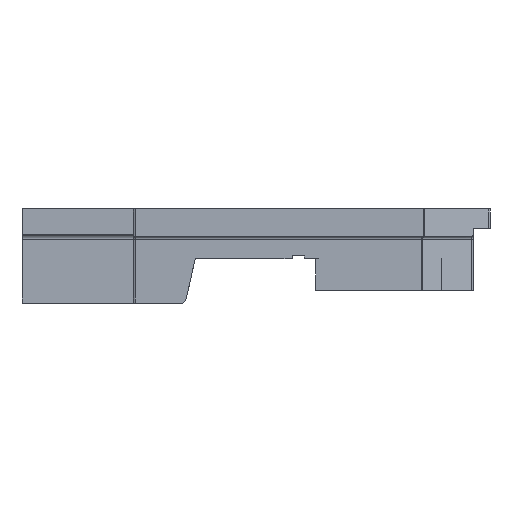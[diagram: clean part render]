
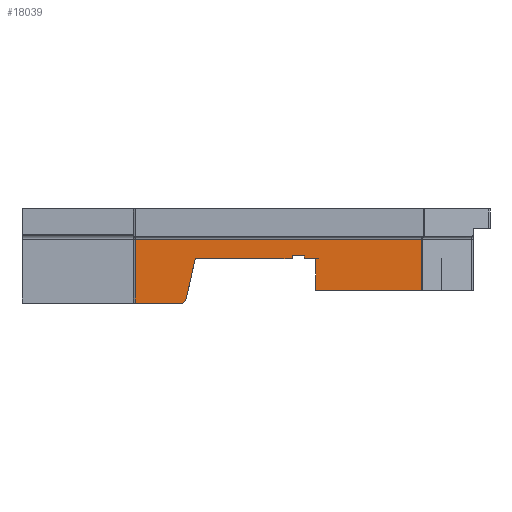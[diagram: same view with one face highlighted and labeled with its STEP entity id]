
A CAD part, left-side view. The second image highlights one B-rep face of the part: STEP entity #18039.
In plain terms, the highlighted planar face has unit normal (-1, 0, 0).
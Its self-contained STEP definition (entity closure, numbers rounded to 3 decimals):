
#1840=PLANE('',#18815);
#2770=FACE_OUTER_BOUND('',#3800,.T.);
#3800=EDGE_LOOP('',(#16961,#16962,#16963,#16964,#16965,#16966,#16967,#16968,
#16969,#16970,#16971,#16972,#16973,#16974));
#4125=LINE('',#24433,#5724);
#4243=LINE('',#24850,#5842);
#4285=LINE('',#24999,#5884);
#4287=LINE('',#25003,#5886);
#4291=LINE('',#25010,#5890);
#4292=LINE('',#25012,#5891);
#4305=LINE('',#25046,#5904);
#4314=LINE('',#25082,#5913);
#5363=LINE('',#36753,#6962);
#5387=LINE('',#36828,#6986);
#5397=LINE('',#36850,#6996);
#5399=LINE('',#36854,#6998);
#5400=LINE('',#36856,#6999);
#5401=LINE('',#36857,#7000);
#5724=VECTOR('',#19246,10.);
#5842=VECTOR('',#19552,10.);
#5884=VECTOR('',#19648,10.);
#5886=VECTOR('',#19652,10.);
#5890=VECTOR('',#19658,10.);
#5891=VECTOR('',#19661,10.);
#5904=VECTOR('',#19698,10.);
#5913=VECTOR('',#19737,23.019);
#6962=VECTOR('',#21768,106.944);
#6986=VECTOR('',#21874,10.);
#6996=VECTOR('',#21900,106.944);
#6998=VECTOR('',#21906,10.);
#6999=VECTOR('',#21907,10.);
#7000=VECTOR('',#21908,10.);
#7820=VERTEX_POINT('',#24430);
#7821=VERTEX_POINT('',#24432);
#7933=VERTEX_POINT('',#24847);
#7934=VERTEX_POINT('',#24849);
#7971=VERTEX_POINT('',#24998);
#7972=VERTEX_POINT('',#25002);
#7973=VERTEX_POINT('',#25006);
#7974=VERTEX_POINT('',#25008);
#7982=VERTEX_POINT('',#25044);
#7983=VERTEX_POINT('',#25045);
#7995=VERTEX_POINT('',#25080);
#9003=VERTEX_POINT('',#36826);
#9007=VERTEX_POINT('',#36848);
#9008=VERTEX_POINT('',#36855);
#9657=EDGE_CURVE('',#7821,#7820,#4125,.T.);
#9824=EDGE_CURVE('',#7934,#7933,#4243,.T.);
#9882=EDGE_CURVE('',#7934,#7971,#4285,.T.);
#9884=EDGE_CURVE('',#7972,#7971,#4287,.T.);
#9888=EDGE_CURVE('',#7973,#7974,#4291,.T.);
#9889=EDGE_CURVE('',#7973,#7820,#4292,.T.);
#9905=EDGE_CURVE('',#7982,#7983,#4305,.T.);
#9924=EDGE_CURVE('',#7933,#7995,#4314,.F.);
#11625=EDGE_CURVE('',#7995,#7982,#5363,.F.);
#11661=EDGE_CURVE('',#7974,#9003,#5387,.T.);
#11671=EDGE_CURVE('',#9007,#7983,#5397,.T.);
#11673=EDGE_CURVE('',#7821,#9007,#5399,.T.);
#11674=EDGE_CURVE('',#9003,#9008,#5400,.T.);
#11675=EDGE_CURVE('',#9008,#7972,#5401,.T.);
#16961=ORIENTED_EDGE('',*,*,#9824,.T.);
#16962=ORIENTED_EDGE('',*,*,#9924,.T.);
#16963=ORIENTED_EDGE('',*,*,#11625,.T.);
#16964=ORIENTED_EDGE('',*,*,#9905,.T.);
#16965=ORIENTED_EDGE('',*,*,#11671,.F.);
#16966=ORIENTED_EDGE('',*,*,#11673,.F.);
#16967=ORIENTED_EDGE('',*,*,#9657,.T.);
#16968=ORIENTED_EDGE('',*,*,#9889,.F.);
#16969=ORIENTED_EDGE('',*,*,#9888,.T.);
#16970=ORIENTED_EDGE('',*,*,#11661,.T.);
#16971=ORIENTED_EDGE('',*,*,#11674,.T.);
#16972=ORIENTED_EDGE('',*,*,#11675,.T.);
#16973=ORIENTED_EDGE('',*,*,#9884,.T.);
#16974=ORIENTED_EDGE('',*,*,#9882,.F.);
#18039=ADVANCED_FACE('',(#2770),#1840,.F.);
#18815=AXIS2_PLACEMENT_3D('',#36853,#21904,#21905);
#19246=DIRECTION('',(0.,-0.225,0.974));
#19552=DIRECTION('',(0.,-1.,0.));
#19648=DIRECTION('',(0.,1.,0.));
#19652=DIRECTION('',(0.,0.,-1.));
#19658=DIRECTION('',(0.,0.,1.));
#19661=DIRECTION('',(0.,1.,0.));
#19698=DIRECTION('',(0.,0.,-1.));
#19737=DIRECTION('',(0.,0.,-1.));
#21768=DIRECTION('',(0.,-1.,0.));
#21874=DIRECTION('',(0.,-1.,0.));
#21900=DIRECTION('',(0.,1.,0.));
#21904=DIRECTION('center_axis',(1.,0.,0.));
#21905=DIRECTION('ref_axis',(0.,0.,
1.));
#21906=DIRECTION('',(0.,0.783,-0.623));
#21907=DIRECTION('',(0.,0.,-1.));
#21908=DIRECTION('',(0.,-1.,0.));
#24430=CARTESIAN_POINT('',(-90.487,-23.239,15.71));
#24432=CARTESIAN_POINT('',(-90.487,-19.63,0.077));
#24433=CARTESIAN_POINT('',(-90.487,-14.696,-21.293));
#24847=CARTESIAN_POINT('',(-90.487,-107.737,3.857));
#24849=CARTESIAN_POINT('',(-90.487,-69.693,3.857));
#24850=CARTESIAN_POINT('',(-90.487,-41.493,3.857));
#24998=CARTESIAN_POINT('',(-90.487,-68.193,3.857));
#24999=CARTESIAN_POINT('',(-90.487,-69.693,3.857));
#25002=CARTESIAN_POINT('',(-90.487,-68.193,15.71));
#25003=CARTESIAN_POINT('',(-90.487,-68.193,15.71));
#25006=CARTESIAN_POINT('',(-90.487,-59.377,15.71));
#25008=CARTESIAN_POINT('',(-90.487,-59.377,16.71));
#25010=CARTESIAN_POINT('',(-90.487,-59.377,19.761));
#25012=CARTESIAN_POINT('',(-90.487,-13.638,15.71));
#25044=CARTESIAN_POINT('',(-90.487,-0.794,23.019));
#25045=CARTESIAN_POINT('',(-90.487,-0.794,-0.897));
#25046=CARTESIAN_POINT('',(-90.487,-0.794,0.));
#25080=CARTESIAN_POINT('',(-90.487,-107.737,23.019));
#25082=CARTESIAN_POINT('',(-90.487,-107.737,23.019));
#36753=CARTESIAN_POINT('',(-90.487,-0.794,23.019));
#36826=CARTESIAN_POINT('',(-90.487,-63.877,16.71));
#36828=CARTESIAN_POINT('',(-90.487,-31.939,16.71));
#36848=CARTESIAN_POINT('',(-90.487,-18.405,-0.897));
#36850=CARTESIAN_POINT('',(-90.487,-0.794,-0.897));
#36853=CARTESIAN_POINT('Origin',(-90.487,0.,
23.812));
#36854=CARTESIAN_POINT('',(-90.487,-19.094,-0.349));
#36855=CARTESIAN_POINT('',(-90.487,-63.877,15.71));
#36856=CARTESIAN_POINT('',(-90.487,-63.877,16.46));
#36857=CARTESIAN_POINT('',(-90.487,-63.877,15.71));
